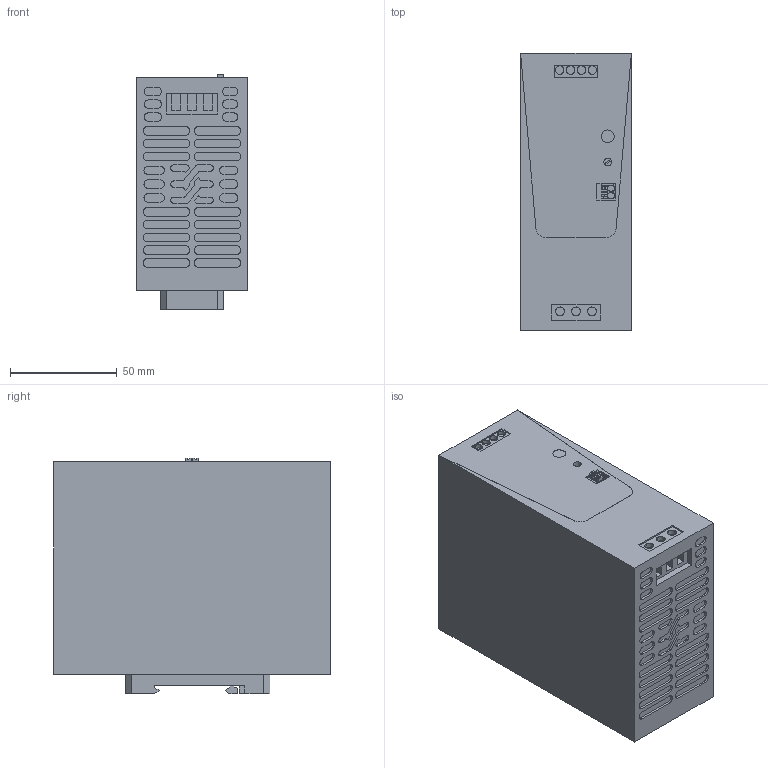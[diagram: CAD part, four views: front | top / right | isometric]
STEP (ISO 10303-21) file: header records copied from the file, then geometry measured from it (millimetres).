
FILE_DESCRIPTION(('CATIA V5 STEP Exchange','CAx-IF Rec.Pracs.--- Model Styling and Organization---1.5--- 2016-08-15','CAx-IF Rec.Pracs.---Supplemental Geometry---1.0---2011-11-01','CAx-IF Rec.Pracs.--- Composite Materials ---1.1---2010-07-15'),'2;1');
FILE_NAME ('D1617111_0_3025580000_S3D_PRO_ECO_240W_XXX_II.stp','2024-06-24T07:41:24+00:00',('none'),('Weidmueller'),'CATIA Version 5-6 Release 2022 SP4 HF5','CATIA V5 STEP AP214 v3','none');
FILE_SCHEMA(('AUTOMOTIVE_DESIGN { 1 0 10303 214 1 1 1 1 }'));
Length unit declared in the file: millimetre
Products named in the file (1): S3D_PRO_ECO_240W_XXX_II
Bounding box: 52 x 130 x 110.6 mm (x, y, z)
Volume: 682357.5 mm3; surface area: 60320.9 mm2
Topology: 2 solids, 2 shells, 596 faces, 1510 edges, 1006 vertices
Faces by surface type: plane 404, cylinder 182, extrusion 10
Entity records: 17217 total; most frequent: CARTESIAN_POINT 3134, ORIENTED_EDGE 3020, DIRECTION 2192, EDGE_CURVE 1510, VECTOR 1108, LINE 1098, VERTEX_POINT 1006, AXIS2_PLACEMENT_3D 728
